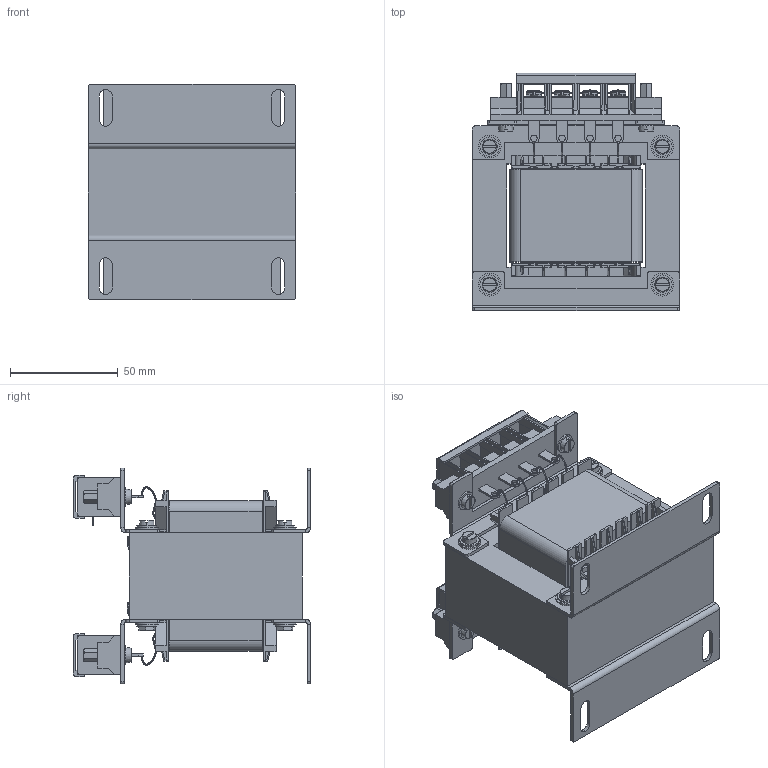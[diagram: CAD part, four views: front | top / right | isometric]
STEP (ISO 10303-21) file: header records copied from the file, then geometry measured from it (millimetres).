
FILE_DESCRIPTION (( 'STEP AP214' ), '1' );
FILE_NAME ('9504 STEP.STEP', '2025-04-12T04:57:32', ( '' ), ( '' ), 'SwSTEP 2.0', 'SolidWorks 2022', '' );
FILE_SCHEMA (( 'AUTOMOTIVE_DESIGN' ));
Length unit declared in the file: millimetre
Products named in the file (1): 9504 STEP
Bounding box: 96 x 110 x 99.88 mm (x, y, z)
Volume: 430725.1 mm3; surface area: 156505 mm2
Topology: 61 solids, 61 shells, 3026 faces, 7640 edges, 4758 vertices
Faces by surface type: plane 1770, cylinder 752, bspline 232, torus 144, cone 128
Entity records: 136330 total; most frequent: CARTESIAN_POINT 31847, ORIENTED_EDGE 15216, DIRECTION 13598, EDGE_CURVE 7608, LINE 4776, VECTOR 4776, VERTEX_POINT 4758, AXIS2_PLACEMENT_3D 4411
